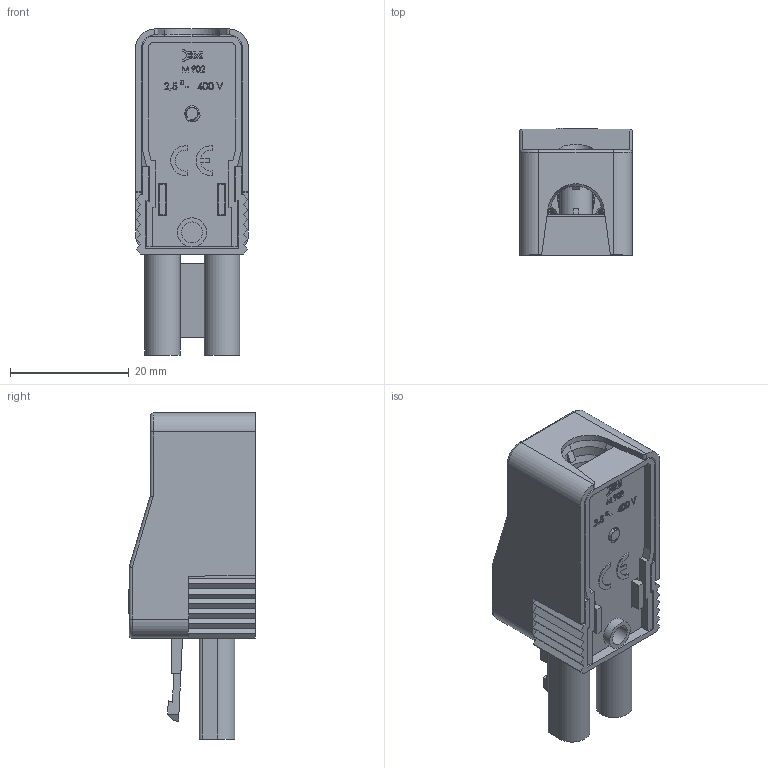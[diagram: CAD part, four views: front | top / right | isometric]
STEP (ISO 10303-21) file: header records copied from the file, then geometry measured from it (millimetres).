
FILE_DESCRIPTION (( 'STEP AP203' ), '1' );
FILE_NAME ('B9023.STEP', '2022-12-20T09:52:28', ( '' ), ( '' ), 'SwSTEP 2.0', 'SolidWorks 2022', '' );
FILE_SCHEMA (( 'CONFIG_CONTROL_DESIGN' ));
Length unit declared in the file: millimetre
Products named in the file (8): B9021; SBM902B; SAVTC2913; B9023; SAVMIC36; SCM902B; SABUSM903
Assembly tree (9 placements, depth 3):
  B9023
    B9021
      B9021
      SAVMIC36  x2
      SABUSM903  x2
    SAVTC2913
    SBM902B
    SCM902B
Bounding box: 19 x 21.37 x 54.9 mm (x, y, z)
Volume: 6853 mm3; surface area: 13099 mm2
Topology: 8 solids, 8 shells, 1120 faces, 3005 edges, 1964 vertices
Faces by surface type: plane 620, cylinder 308, bspline 121, cone 40, torus 27, sphere 4
Entity records: 44319 total; most frequent: CARTESIAN_POINT 17520, ORIENTED_EDGE 5690, DIRECTION 4943, EDGE_CURVE 2845, VECTOR 1889, LINE 1889, VERTEX_POINT 1863, AXIS2_PLACEMENT_3D 1527
